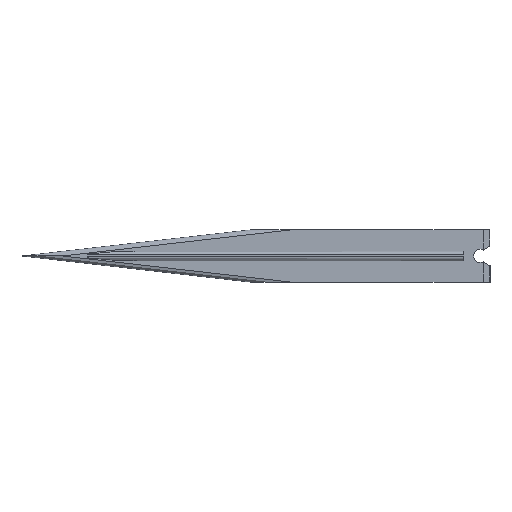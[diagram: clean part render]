
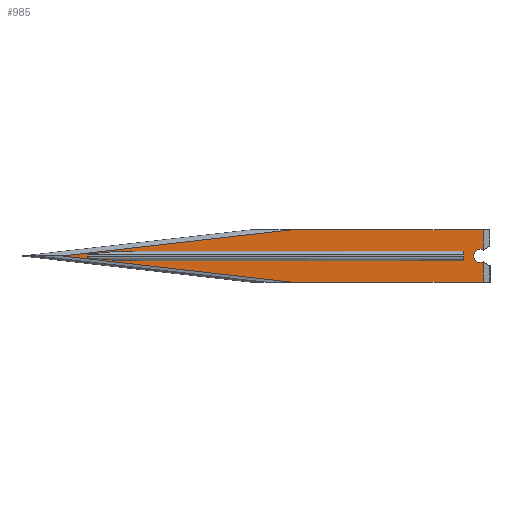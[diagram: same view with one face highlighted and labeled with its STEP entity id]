
A CAD part, top view. The second image highlights one B-rep face of the part: STEP entity #985.
In plain terms, the highlighted planar face has unit normal (0, 0, 1).
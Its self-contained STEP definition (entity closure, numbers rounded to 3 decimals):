
#328 = EDGE_CURVE('',#329,#331,#333,.T.);
#329 = VERTEX_POINT('',#330);
#330 = CARTESIAN_POINT('',(2.995,2.997,5.));
#331 = VERTEX_POINT('',#332);
#332 = CARTESIAN_POINT('',(2.995,7.997,5.));
#333 = LINE('',#334,#335);
#334 = CARTESIAN_POINT('',(2.995,3.998,5.));
#335 = VECTOR('',#336,1.);
#336 = DIRECTION('',(0.,1.,0.));
#501 = VERTEX_POINT('',#502);
#502 = CARTESIAN_POINT('',(-57.67,8.,5.));
#509 = EDGE_CURVE('',#501,#510,#512,.T.);
#510 = VERTEX_POINT('',#511);
#511 = CARTESIAN_POINT('',(0.,8.,5.));
#512 = LINE('',#513,#514);
#513 = CARTESIAN_POINT('',(-70.,8.,5.));
#514 = VECTOR('',#515,1.);
#515 = DIRECTION('',(1.,0.,0.));
#534 = EDGE_CURVE('',#510,#535,#537,.T.);
#535 = VERTEX_POINT('',#536);
#536 = CARTESIAN_POINT('',(3.,8.,5.));
#537 = LINE('',#538,#539);
#538 = CARTESIAN_POINT('',(0.,8.,5.));
#539 = VECTOR('',#540,1.);
#540 = DIRECTION('',(1.,0.,0.));
#558 = EDGE_CURVE('',#535,#559,#561,.T.);
#559 = VERTEX_POINT('',#560);
#560 = CARTESIAN_POINT('',(3.,3.,5.));
#561 = LINE('',#562,#563);
#562 = CARTESIAN_POINT('',(3.,8.,5.));
#563 = VECTOR('',#564,1.);
#564 = DIRECTION('',(0.,-1.,0.));
#583 = EDGE_CURVE('',#559,#329,#584,.T.);
#584 = LINE('',#585,#586);
#585 = CARTESIAN_POINT('',(3.,3.,5.));
#586 = VECTOR('',#587,1.);
#587 = DIRECTION('',(-0.866,-0.5,0.));
#600 = VERTEX_POINT('',#601);
#601 = CARTESIAN_POINT('',(0.9,1.787,5.));
#607 = EDGE_CURVE('',#600,#608,#610,.T.);
#608 = VERTEX_POINT('',#609);
#609 = CARTESIAN_POINT('',(0.899,1.787,5.));
#610 = LINE('',#611,#612);
#611 = CARTESIAN_POINT('',(3.,3.,5.));
#612 = VECTOR('',#613,1.);
#613 = DIRECTION('',(-0.866,-0.5,0.));
#630 = EDGE_CURVE('',#608,#631,#633,.T.);
#631 = VERTEX_POINT('',#632);
#632 = CARTESIAN_POINT('',(0.899,-1.787,5.));
#633 = CIRCLE('',#634,2.);
#634 = AXIS2_PLACEMENT_3D('',#635,#636,#637);
#635 = CARTESIAN_POINT('',(0.,0.,5.));
#636 = DIRECTION('',(0.,0.,1.));
#637 = DIRECTION('',(1.,0.,0.));
#656 = EDGE_CURVE('',#631,#657,#659,.T.);
#657 = VERTEX_POINT('',#658);
#658 = CARTESIAN_POINT('',(0.9,-1.787,5.));
#659 = LINE('',#660,#661);
#660 = CARTESIAN_POINT('',(0.899,-1.787,5.));
#661 = VECTOR('',#662,1.);
#662 = DIRECTION('',(0.866,-0.5,0.));
#768 = VERTEX_POINT('',#769);
#769 = CARTESIAN_POINT('',(3.,-3.,5.));
#775 = EDGE_CURVE('',#768,#776,#778,.T.);
#776 = VERTEX_POINT('',#777);
#777 = CARTESIAN_POINT('',(3.,-8.,5.));
#778 = LINE('',#779,#780);
#779 = CARTESIAN_POINT('',(3.,-3.,5.));
#780 = VECTOR('',#781,1.);
#781 = DIRECTION('',(0.,-1.,0.));
#805 = EDGE_CURVE('',#776,#806,#808,.T.);
#806 = VERTEX_POINT('',#807);
#807 = CARTESIAN_POINT('',(0.,-8.,5.));
#808 = LINE('',#809,#810);
#809 = CARTESIAN_POINT('',(3.,-8.,5.));
#810 = VECTOR('',#811,1.);
#811 = DIRECTION('',(-1.,0.,0.));
#839 = EDGE_CURVE('',#806,#840,#842,.T.);
#840 = VERTEX_POINT('',#841);
#841 = CARTESIAN_POINT('',(-57.67,-8.,5.));
#842 = LINE('',#843,#844);
#843 = CARTESIAN_POINT('',(0.,-8.,5.));
#844 = VECTOR('',#845,1.);
#845 = DIRECTION('',(-1.,0.,0.));
#985 = ADVANCED_FACE('',(#986,#1057),#1109,.T.);
#986 = FACE_BOUND('',#987,.T.);
#987 = EDGE_LOOP('',(#988,#996,#997,#998,#999,#1007,#1015,#1023,#1029,
    #1030,#1031,#1032,#1040,#1046,#1047,#1048,#1049,#1050,#1051));
#988 = ORIENTED_EDGE('',*,*,#989,.F.);
#989 = EDGE_CURVE('',#840,#990,#992,.T.);
#990 = VERTEX_POINT('',#991);
#991 = CARTESIAN_POINT('',(-127.67,0.,5.));
#992 = LINE('',#993,#994);
#993 = CARTESIAN_POINT('',(-69.841,-6.609,5.));
#994 = VECTOR('',#995,1.);
#995 = DIRECTION('',(-0.994,0.114,0.));
#996 = ORIENTED_EDGE('',*,*,#839,.F.);
#997 = ORIENTED_EDGE('',*,*,#805,.F.);
#998 = ORIENTED_EDGE('',*,*,#775,.F.);
#999 = ORIENTED_EDGE('',*,*,#1000,.F.);
#1000 = EDGE_CURVE('',#1001,#768,#1003,.T.);
#1001 = VERTEX_POINT('',#1002);
#1002 = CARTESIAN_POINT('',(2.995,-2.997,5.));
#1003 = LINE('',#1004,#1005);
#1004 = CARTESIAN_POINT('',(0.899,-1.787,5.));
#1005 = VECTOR('',#1006,1.);
#1006 = DIRECTION('',(0.866,-0.5,0.));
#1007 = ORIENTED_EDGE('',*,*,#1008,.T.);
#1008 = EDGE_CURVE('',#1001,#1009,#1011,.T.);
#1009 = VERTEX_POINT('',#1010);
#1010 = CARTESIAN_POINT('',(2.995,-7.997,5.));
#1011 = LINE('',#1012,#1013);
#1012 = CARTESIAN_POINT('',(2.995,-3.998,5.));
#1013 = VECTOR('',#1014,1.);
#1014 = DIRECTION('',(0.,-1.,0.));
#1015 = ORIENTED_EDGE('',*,*,#1016,.T.);
#1016 = EDGE_CURVE('',#1009,#1017,#1019,.T.);
#1017 = VERTEX_POINT('',#1018);
#1018 = CARTESIAN_POINT('',(0.9,-7.997,5.));
#1019 = LINE('',#1020,#1021);
#1020 = CARTESIAN_POINT('',(-31.32,-7.997,5.));
#1021 = VECTOR('',#1022,1.);
#1022 = DIRECTION('',(-1.,0.,0.));
#1023 = ORIENTED_EDGE('',*,*,#1024,.T.);
#1024 = EDGE_CURVE('',#1017,#657,#1025,.T.);
#1025 = LINE('',#1026,#1027);
#1026 = CARTESIAN_POINT('',(0.9,-0.893,5.));
#1027 = VECTOR('',#1028,1.);
#1028 = DIRECTION('',(0.,1.,0.));
#1029 = ORIENTED_EDGE('',*,*,#656,.F.);
#1030 = ORIENTED_EDGE('',*,*,#630,.F.);
#1031 = ORIENTED_EDGE('',*,*,#607,.F.);
#1032 = ORIENTED_EDGE('',*,*,#1033,.F.);
#1033 = EDGE_CURVE('',#1034,#600,#1036,.T.);
#1034 = VERTEX_POINT('',#1035);
#1035 = CARTESIAN_POINT('',(0.9,7.997,5.));
#1036 = LINE('',#1037,#1038);
#1037 = CARTESIAN_POINT('',(0.9,0.893,5.));
#1038 = VECTOR('',#1039,1.);
#1039 = DIRECTION('',(0.,-1.,0.));
#1040 = ORIENTED_EDGE('',*,*,#1041,.F.);
#1041 = EDGE_CURVE('',#331,#1034,#1042,.T.);
#1042 = LINE('',#1043,#1044);
#1043 = CARTESIAN_POINT('',(-31.32,7.997,5.));
#1044 = VECTOR('',#1045,1.);
#1045 = DIRECTION('',(-1.,0.,0.));
#1046 = ORIENTED_EDGE('',*,*,#328,.F.);
#1047 = ORIENTED_EDGE('',*,*,#583,.F.);
#1048 = ORIENTED_EDGE('',*,*,#558,.F.);
#1049 = ORIENTED_EDGE('',*,*,#534,.F.);
#1050 = ORIENTED_EDGE('',*,*,#509,.F.);
#1051 = ORIENTED_EDGE('',*,*,#1052,.F.);
#1052 = EDGE_CURVE('',#990,#501,#1053,.T.);
#1053 = LINE('',#1054,#1055);
#1054 = CARTESIAN_POINT('',(-139.841,-1.391,5.));
#1055 = VECTOR('',#1056,1.);
#1056 = DIRECTION('',(0.994,0.114,0.));
#1057 = FACE_BOUND('',#1058,.T.);
#1058 = EDGE_LOOP('',(#1059,#1069,#1078,#1086,#1094,#1102));
#1059 = ORIENTED_EDGE('',*,*,#1060,.F.);
#1060 = EDGE_CURVE('',#1061,#1063,#1065,.T.);
#1061 = VERTEX_POINT('',#1062);
#1062 = CARTESIAN_POINT('',(-120.,0.3,5.));
#1063 = VERTEX_POINT('',#1064);
#1064 = CARTESIAN_POINT('',(-120.,-0.3,5.));
#1065 = LINE('',#1066,#1067);
#1066 = CARTESIAN_POINT('',(-120.,1.5,5.));
#1067 = VECTOR('',#1068,1.);
#1068 = DIRECTION('',(0.,-1.,0.));
#1069 = ORIENTED_EDGE('',*,*,#1070,.T.);
#1070 = EDGE_CURVE('',#1061,#1071,#1073,.T.);
#1071 = VERTEX_POINT('',#1072);
#1072 = CARTESIAN_POINT('',(-100.249,1.5,5.));
#1073 = ELLIPSE('',#1074,19.751,1.2);
#1074 = AXIS2_PLACEMENT_3D('',#1075,#1076,#1077);
#1075 = CARTESIAN_POINT('',(-100.249,0.3,5.));
#1076 = DIRECTION('',(-0.,0.,-1.));
#1077 = DIRECTION('',(-1.,-0.,0.));
#1078 = ORIENTED_EDGE('',*,*,#1079,.T.);
#1079 = EDGE_CURVE('',#1071,#1080,#1082,.T.);
#1080 = VERTEX_POINT('',#1081);
#1081 = CARTESIAN_POINT('',(-5.,1.5,5.));
#1082 = LINE('',#1083,#1084);
#1083 = CARTESIAN_POINT('',(-120.,1.5,5.));
#1084 = VECTOR('',#1085,1.);
#1085 = DIRECTION('',(1.,0.,0.));
#1086 = ORIENTED_EDGE('',*,*,#1087,.T.);
#1087 = EDGE_CURVE('',#1080,#1088,#1090,.T.);
#1088 = VERTEX_POINT('',#1089);
#1089 = CARTESIAN_POINT('',(-5.,-1.5,5.));
#1090 = LINE('',#1091,#1092);
#1091 = CARTESIAN_POINT('',(-5.,1.5,5.));
#1092 = VECTOR('',#1093,1.);
#1093 = DIRECTION('',(0.,-1.,0.));
#1094 = ORIENTED_EDGE('',*,*,#1095,.F.);
#1095 = EDGE_CURVE('',#1096,#1088,#1098,.T.);
#1096 = VERTEX_POINT('',#1097);
#1097 = CARTESIAN_POINT('',(-100.249,-1.5,5.));
#1098 = LINE('',#1099,#1100);
#1099 = CARTESIAN_POINT('',(-120.,-1.5,5.));
#1100 = VECTOR('',#1101,1.);
#1101 = DIRECTION('',(1.,0.,0.));
#1102 = ORIENTED_EDGE('',*,*,#1103,.F.);
#1103 = EDGE_CURVE('',#1063,#1096,#1104,.T.);
#1104 = ELLIPSE('',#1105,19.751,1.2);
#1105 = AXIS2_PLACEMENT_3D('',#1106,#1107,#1108);
#1106 = CARTESIAN_POINT('',(-100.249,-0.3,5.));
#1107 = DIRECTION('',(0.,0.,1.));
#1108 = DIRECTION('',(-1.,-0.,0.));
#1109 = PLANE('',#1110);
#1110 = AXIS2_PLACEMENT_3D('',#1111,#1112,#1113);
#1111 = CARTESIAN_POINT('',(-63.54,0.,5.));
#1112 = DIRECTION('',(0.,0.,1.));
#1113 = DIRECTION('',(1.,0.,0.));
